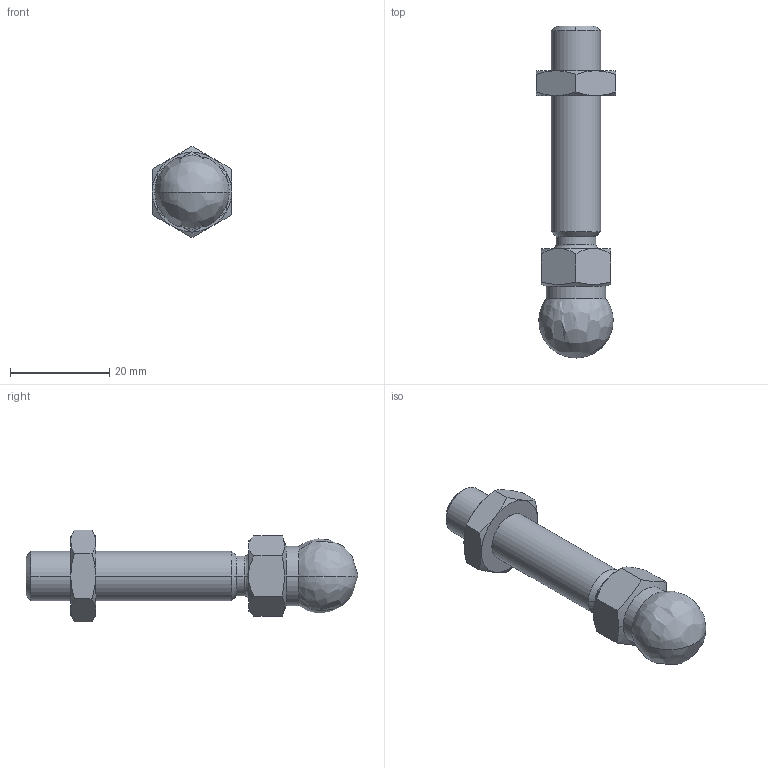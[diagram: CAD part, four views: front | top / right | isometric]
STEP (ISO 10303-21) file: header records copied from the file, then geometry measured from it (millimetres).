
FILE_DESCRIPTION (( 'STEP AP203' ), '1' );
FILE_NAME ('203600353_c_1.STEP', '2022-06-29T18:05:05', ( '' ), ( '' ), 'SwSTEP 2.0', 'SolidWorks 2014', '' );
FILE_SCHEMA (( 'CONFIG_CONTROL_DESIGN' ));
Length unit declared in the file: millimetre
Products named in the file (3): 098dm10020m-Tab_098 dm 16 070; 203600353_c_1; ISO4035-M10_6kt-mutter_Hexagon Thin Nut ISO - 4035 - M10 - S
Assembly tree (2 placements, depth 2):
  203600353_c_1
    098dm10020m-Tab_098 dm 16 070
    ISO4035-M10_6kt-mutter_Hexagon Thin Nut ISO - 4035 - M10 - S
Bounding box: 16 x 67 x 18.48 mm (x, y, z)
Volume: 7330.3 mm3; surface area: 3402.7 mm2
Topology: 2 solids, 2 shells, 81 faces, 187 edges, 107 vertices
Faces by surface type: cone 45, cylinder 16, plane 16, bspline 4
Entity records: 2824 total; most frequent: CARTESIAN_POINT 766, DIRECTION 377, ORIENTED_EDGE 366, EDGE_CURVE 183, AXIS2_PLACEMENT_3D 158, VERTEX_POINT 107, EDGE_LOOP 84, ADVANCED_FACE 81
